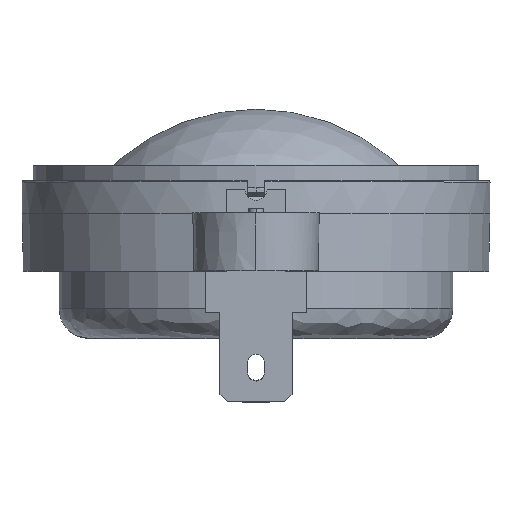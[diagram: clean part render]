
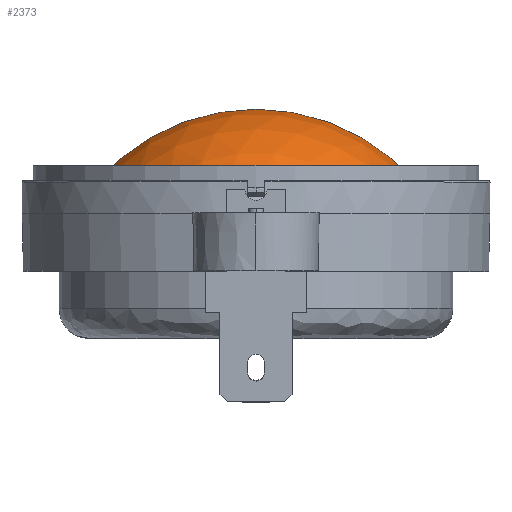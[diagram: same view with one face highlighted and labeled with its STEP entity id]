
A CAD part, top view. The second image highlights one B-rep face of the part: STEP entity #2373.
In plain terms, the highlighted spherical face has radius 14.203 mm.
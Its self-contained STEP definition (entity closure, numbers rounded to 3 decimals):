
#306 = VERTEX_POINT ( 'NONE', #610 ) ;
#500 = VERTEX_POINT ( 'NONE', #5529 ) ;
#610 = CARTESIAN_POINT ( 'NONE',  ( 0., 10.325, 10.89 ) ) ;
#655 = AXIS2_PLACEMENT_3D ( 'NONE', #1100, #3409, #5699 ) ;
#718 = CIRCLE ( 'NONE', #4952, 14.203 ) ;
#862 = EDGE_LOOP ( 'NONE', ( #5716, #6553, #4944, #3286 ) ) ;
#1031 = EDGE_CURVE ( 'NONE', #306, #500, #2971, .T. ) ;
#1100 = CARTESIAN_POINT ( 'NONE',  ( 0., 10.325, 0. ) ) ;
#1191 = DIRECTION ( 'NONE',  ( 0., 0., 1. ) ) ;
#1393 = DIRECTION ( 'NONE',  ( 1., 0., 0. ) ) ;
#1638 = DIRECTION ( 'NONE',  ( 0., -1., 0. ) ) ;
#2373 = ADVANCED_FACE ( 'NONE', ( #4636 ), #4069, .T. ) ;
#2407 = CARTESIAN_POINT ( 'NONE',  ( 0., 1.207, 0. ) ) ;
#2467 = CIRCLE ( 'NONE', #6690, 14.203 ) ;
#2951 = CIRCLE ( 'NONE', #7164, 10.89 ) ;
#2971 = CIRCLE ( 'NONE', #655, 10.89 ) ;
#3286 = ORIENTED_EDGE ( 'NONE', *, *, #3340, .F. ) ;
#3340 = EDGE_CURVE ( 'NONE', #3666, #306, #2951, .T. ) ;
#3409 = DIRECTION ( 'NONE',  ( 0., -1., 0. ) ) ;
#3501 = DIRECTION ( 'NONE',  ( 1., 0., 0. ) ) ;
#3666 = VERTEX_POINT ( 'NONE', #6583 ) ;
#3950 = DIRECTION ( 'NONE',  ( 0., 0., -1. ) ) ;
#4069 = SPHERICAL_SURFACE ( 'NONE', #6162, 14.203 ) ;
#4271 = CARTESIAN_POINT ( 'NONE',  ( 0., 1.207, 0. ) ) ;
#4541 = EDGE_CURVE ( 'NONE', #5357, #500, #718, .T. ) ;
#4636 = FACE_OUTER_BOUND ( 'NONE', #862, .T. ) ;
#4715 = DIRECTION ( 'NONE',  ( 0., 0., -1. ) ) ;
#4944 = ORIENTED_EDGE ( 'NONE', *, *, #1031, .F. ) ;
#4952 = AXIS2_PLACEMENT_3D ( 'NONE', #4271, #6569, #1393 ) ;
#5357 = VERTEX_POINT ( 'NONE', #5384 ) ;
#5384 = CARTESIAN_POINT ( 'NONE',  ( 0., 15.41, 0. ) ) ;
#5529 = CARTESIAN_POINT ( 'NONE',  ( -10.89, 10.325, 0. ) ) ;
#5699 = DIRECTION ( 'NONE',  ( 0., 0., -1. ) ) ;
#5716 = ORIENTED_EDGE ( 'NONE', *, *, #6522, .F. ) ;
#6162 = AXIS2_PLACEMENT_3D ( 'NONE', #6367, #1191, #3501 ) ;
#6367 = CARTESIAN_POINT ( 'NONE',  ( 0., 1.207, 0. ) ) ;
#6522 = EDGE_CURVE ( 'NONE', #5357, #3666, #2467, .T. ) ;
#6553 = ORIENTED_EDGE ( 'NONE', *, *, #4541, .T. ) ;
#6569 = DIRECTION ( 'NONE',  ( 0., 0., 1. ) ) ;
#6583 = CARTESIAN_POINT ( 'NONE',  ( 10.89, 10.325, 0. ) ) ;
#6690 = AXIS2_PLACEMENT_3D ( 'NONE', #2407, #4715, #7013 ) ;
#6815 = CARTESIAN_POINT ( 'NONE',  ( 0., 10.325, 0. ) ) ;
#7013 = DIRECTION ( 'NONE',  ( -1., 0., 0. ) ) ;
#7164 = AXIS2_PLACEMENT_3D ( 'NONE', #6815, #1638, #3950 ) ;
